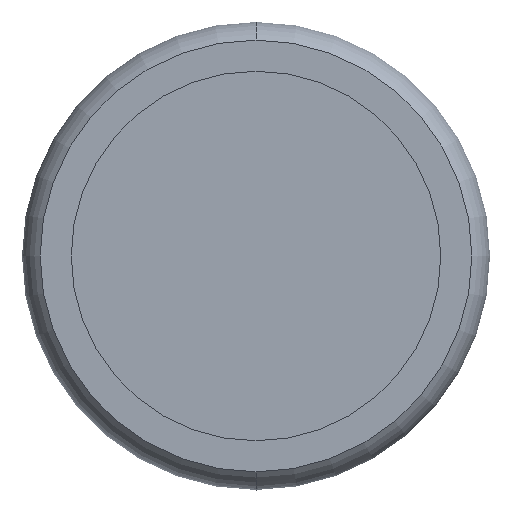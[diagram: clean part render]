
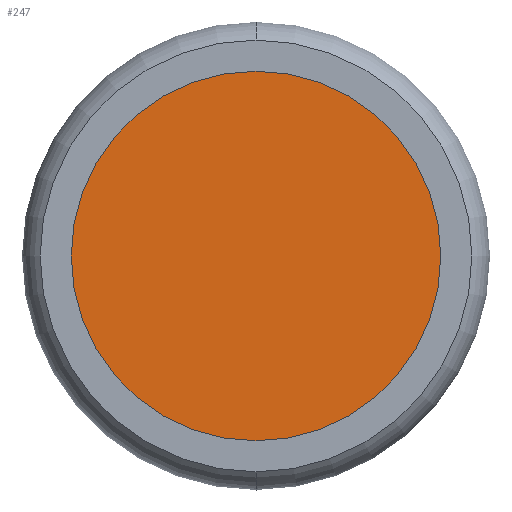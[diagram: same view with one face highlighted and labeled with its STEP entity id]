
A CAD part, front view. The second image highlights one B-rep face of the part: STEP entity #247.
In plain terms, the highlighted planar face has unit normal (0, -1, 0).
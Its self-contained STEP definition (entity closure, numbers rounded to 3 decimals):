
#14 = FACE_OUTER_BOUND ( 'NONE', #474, .T. ) ;
#31 = ORIENTED_EDGE ( 'NONE', *, *, #504, .F. ) ;
#83 = CARTESIAN_POINT ( 'NONE',  ( 0., 24.53, 0. ) ) ;
#120 = DIRECTION ( 'NONE',  ( 0., 1., 0. ) ) ;
#133 = CARTESIAN_POINT ( 'NONE',  ( 0., 24.53, 0. ) ) ;
#200 = CARTESIAN_POINT ( 'NONE',  ( 0., 24.53, -1.01 ) ) ;
#210 = VERTEX_POINT ( 'NONE', #314 ) ;
#247 = ADVANCED_FACE ( 'NONE', ( #14 ), #283, .F. ) ;
#283 = PLANE ( 'NONE',  #348 ) ;
#314 = CARTESIAN_POINT ( 'NONE',  ( 0., 24.53, 1.01 ) ) ;
#317 = CIRCLE ( 'NONE', #391, 1.01 ) ;
#320 = EDGE_CURVE ( 'NONE', #407, #210, #317, .T. ) ;
#332 = DIRECTION ( 'NONE',  ( 0., 0., 1. ) ) ;
#348 = AXIS2_PLACEMENT_3D ( 'NONE', #546, #543, #405 ) ;
#387 = AXIS2_PLACEMENT_3D ( 'NONE', #133, #471, #436 ) ;
#391 = AXIS2_PLACEMENT_3D ( 'NONE', #83, #120, #332 ) ;
#405 = DIRECTION ( 'NONE',  ( 0., 0., 1. ) ) ;
#407 = VERTEX_POINT ( 'NONE', #200 ) ;
#436 = DIRECTION ( 'NONE',  ( 0., 0., 1. ) ) ;
#471 = DIRECTION ( 'NONE',  ( 0., 1., 0. ) ) ;
#474 = EDGE_LOOP ( 'NONE', ( #501, #31 ) ) ;
#501 = ORIENTED_EDGE ( 'NONE', *, *, #320, .F. ) ;
#504 = EDGE_CURVE ( 'NONE', #210, #407, #527, .T. ) ;
#527 = CIRCLE ( 'NONE', #387, 1.01 ) ;
#543 = DIRECTION ( 'NONE',  ( 0., 1., 0. ) ) ;
#546 = CARTESIAN_POINT ( 'NONE',  ( 0., 24.53, 0. ) ) ;
